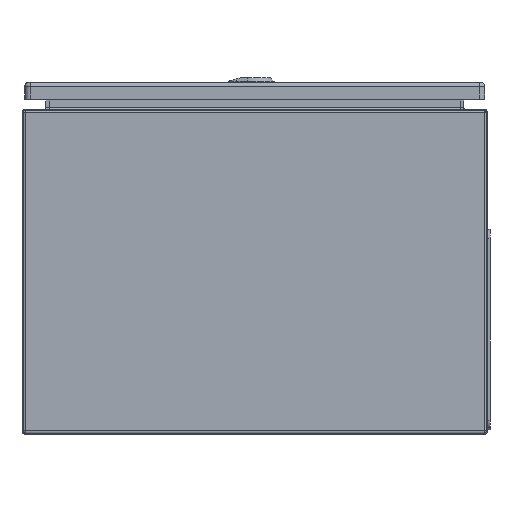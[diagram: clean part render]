
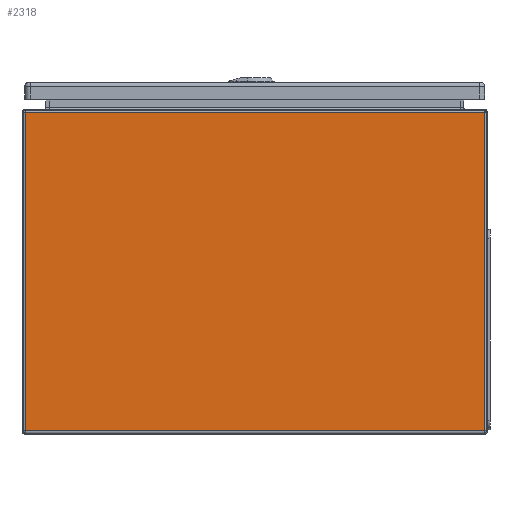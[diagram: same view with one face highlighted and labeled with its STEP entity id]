
A CAD part, left-side view. The second image highlights one B-rep face of the part: STEP entity #2318.
In plain terms, the highlighted planar face has unit normal (-1, 0, 0).
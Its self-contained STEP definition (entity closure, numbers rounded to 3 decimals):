
#2318=ADVANCED_FACE('',(#3106),#2847,.T.);
#2847=PLANE('',#10547);
#3106=FACE_OUTER_BOUND('',#3566,.T.);
#3566=EDGE_LOOP('',(#4387,#4388,#4389,#4390));
#4387=ORIENTED_EDGE('',*,*,#7813,.T.);
#4388=ORIENTED_EDGE('',*,*,#7814,.T.);
#4389=ORIENTED_EDGE('',*,*,#7815,.T.);
#4390=ORIENTED_EDGE('',*,*,#7816,.T.);
#6947=VERTEX_POINT('',#14514);
#6948=VERTEX_POINT('',#14515);
#6949=VERTEX_POINT('',#14517);
#6950=VERTEX_POINT('',#14519);
#7813=EDGE_CURVE('',#6947,#6948,#9065,.T.);
#7814=EDGE_CURVE('',#6948,#6949,#9066,.T.);
#7815=EDGE_CURVE('',#6949,#6950,#9067,.T.);
#7816=EDGE_CURVE('',#6950,#6947,#9068,.T.);
#9065=LINE('',#14513,#9807);
#9066=LINE('',#14516,#9808);
#9067=LINE('',#14518,#9809);
#9068=LINE('',#14520,#9810);
#9807=VECTOR('',#11681,1.);
#9808=VECTOR('',#11682,1.);
#9809=VECTOR('',#11683,1.);
#9810=VECTOR('',#11684,1.);
#10547=AXIS2_PLACEMENT_3D('',#14521,#11685,#11686);
#11681=DIRECTION('',(0.,0.,-1.));
#11682=DIRECTION('',(0.,-1.,0.));
#11683=DIRECTION('',(0.,0.,1.));
#11684=DIRECTION('',(0.,1.,0.));
#11685=DIRECTION('',(-1.,0.,0.));
#11686=DIRECTION('',(0.,0.,1.));
#14513=CARTESIAN_POINT('',(-300.,197.2,279.));
#14514=CARTESIAN_POINT('',(-300.,197.2,276.2));
#14515=CARTESIAN_POINT('',(-300.,197.2,2.8));
#14516=CARTESIAN_POINT('',(-300.,-200.,2.8));
#14517=CARTESIAN_POINT('',(-300.,-197.2,2.8));
#14518=CARTESIAN_POINT('',(-300.,-197.2,279.));
#14519=CARTESIAN_POINT('',(-300.,-197.2,276.2));
#14520=CARTESIAN_POINT('',(-300.,200.,276.2));
#14521=CARTESIAN_POINT('',(-300.,-200.,279.));
